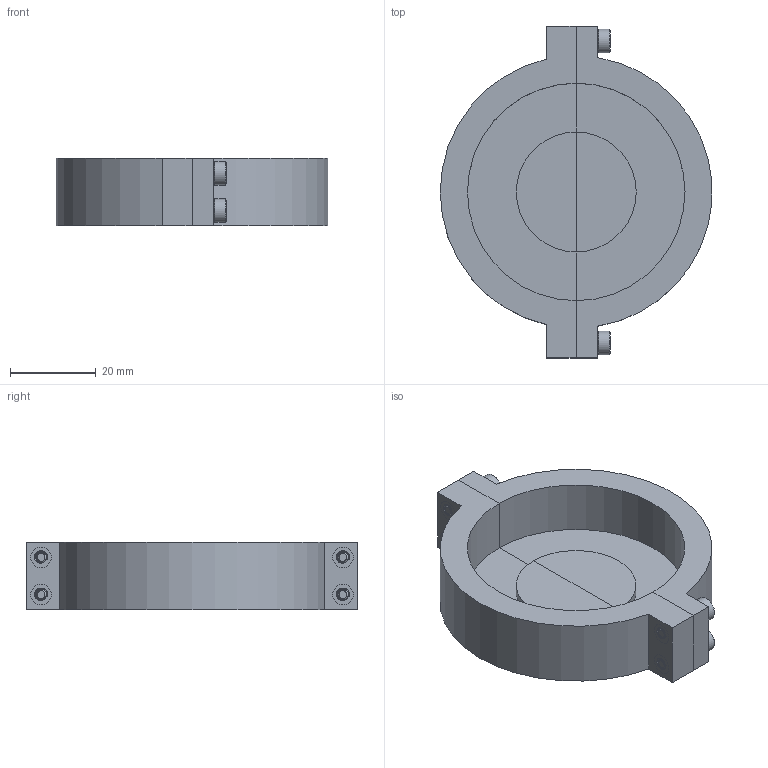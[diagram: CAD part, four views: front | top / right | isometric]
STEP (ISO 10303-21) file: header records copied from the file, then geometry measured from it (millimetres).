
FILE_DESCRIPTION(/* description */ (''),/* implementation_level */ '2;1');
FILE_NAME(/* name */ 'Atom Wheel Mold v3.step',/* time_stamp */ '2022-06-10T13:25:49-04:00',/* author */ (''),/* organization */ (''),/* preprocessor_version */ 'ST-DEVELOPER v18.1',/* originating_system */ 'Autodesk Translation Framework v10.10.0.1391',/* authorisation */ '');
FILE_SCHEMA (('AUTOMOTIVE_DESIGN { 1 0 10303 214 3 1 1 }'));
Length unit declared in the file: millimetre
Products named in the file (6): Atom Wheel Mold; MoldHalf1; Mold half2; M3HeatSetInserts; M3x12mm SCHS; 91292A114_18-8 Stainless Steel Socket Head Screw
Assembly tree (8 placements, depth 3):
  Atom Wheel Mold
    MoldHalf1
    Mold half2
    M3HeatSetInserts
    M3x12mm SCHS
      91292A114_18-8 Stainless Steel Socket Head Screw  x4
Bounding box: 63.39 x 77.5 x 15.7 mm (x, y, z)
Volume: 28082.3 mm3; surface area: 16138.2 mm2
Topology: 11 solids, 11 shells, 424 faces, 1118 edges, 728 vertices
Faces by surface type: cylinder 299, plane 73, cone 36, bspline 16
Full cylindrical faces by diameter (mm): 2.35 x92, 2.529 x16, 3 x92, 3.086 x8, 3.2 x8, 4.8 x8, 5.5 x4
Entity records: 15797 total; most frequent: CARTESIAN_POINT 10917, ORIENTED_EDGE 1090, DIRECTION 780, EDGE_CURVE 545, VERTEX_POINT 359, AXIS2_PLACEMENT_3D 292, B_SPLINE_CURVE_WITH_KNOTS 264, EDGE_LOOP 238
